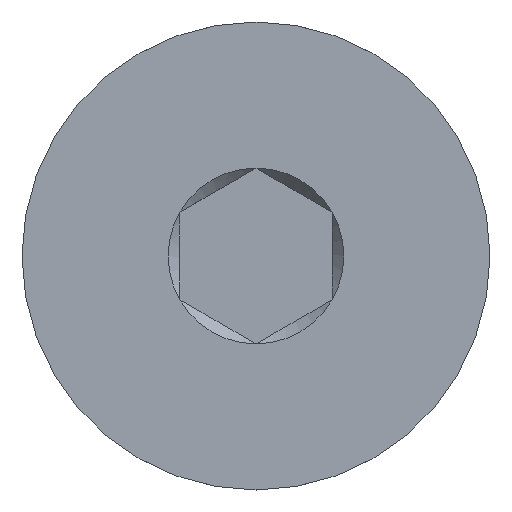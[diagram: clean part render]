
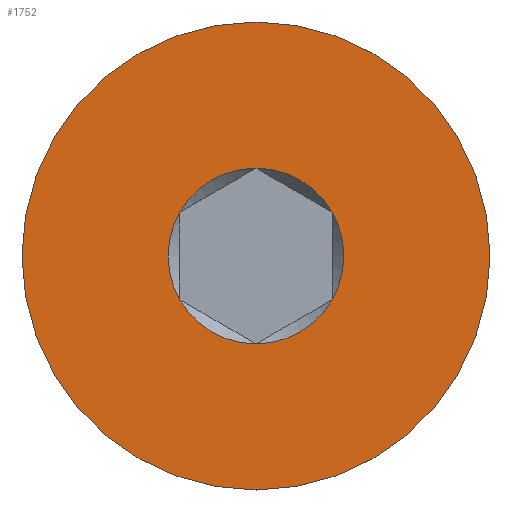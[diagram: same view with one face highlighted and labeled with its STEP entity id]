
A CAD part, top view. The second image highlights one B-rep face of the part: STEP entity #1752.
In plain terms, the highlighted planar face has unit normal (0, 0, 1).
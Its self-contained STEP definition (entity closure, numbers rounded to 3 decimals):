
#17=FACE_BOUND('',#299,.T.);
#18=PLANE('',#1882);
#201=FACE_OUTER_BOUND('',#298,.T.);
#298=EDGE_LOOP('',(#1378,#1379));
#299=EDGE_LOOP('',(#1380,#1381,#1382,#1383,#1384,#1385));
#324=CIRCLE('',#1874,0.751);
#325=CIRCLE('',#1876,2.);
#326=CIRCLE('',#1877,2.);
#330=CIRCLE('',#1883,0.751);
#331=CIRCLE('',#1884,0.751);
#332=CIRCLE('',#1885,0.751);
#333=CIRCLE('',#1886,0.751);
#334=CIRCLE('',#1887,0.751);
#755=VERTEX_POINT('',#9038);
#756=VERTEX_POINT('',#9039);
#757=VERTEX_POINT('',#9045);
#758=VERTEX_POINT('',#9046);
#764=VERTEX_POINT('',#9145);
#765=VERTEX_POINT('',#9147);
#766=VERTEX_POINT('',#9149);
#767=VERTEX_POINT('',#9151);
#1012=EDGE_CURVE('',#755,#756,#324,.T.);
#1013=EDGE_CURVE('',#757,#758,#325,.T.);
#1014=EDGE_CURVE('',#758,#757,#326,.T.);
#1023=EDGE_CURVE('',#756,#764,#330,.T.);
#1024=EDGE_CURVE('',#764,#765,#331,.T.);
#1025=EDGE_CURVE('',#765,#766,#332,.T.);
#1026=EDGE_CURVE('',#766,#767,#333,.T.);
#1027=EDGE_CURVE('',#767,#755,#334,.T.);
#1378=ORIENTED_EDGE('',*,*,#1013,.T.);
#1379=ORIENTED_EDGE('',*,*,#1014,.T.);
#1380=ORIENTED_EDGE('',*,*,#1023,.T.);
#1381=ORIENTED_EDGE('',*,*,#1024,.T.);
#1382=ORIENTED_EDGE('',*,*,#1025,.T.);
#1383=ORIENTED_EDGE('',*,*,#1026,.T.);
#1384=ORIENTED_EDGE('',*,*,#1027,.T.);
#1385=ORIENTED_EDGE('',*,*,#1012,.T.);
#1752=ADVANCED_FACE('',(#201,#17),#18,.F.);
#1874=AXIS2_PLACEMENT_3D('',#9043,#2148,#2149);
#1876=AXIS2_PLACEMENT_3D('',#9047,#2152,#2153);
#1877=AXIS2_PLACEMENT_3D('',#9048,#2154,#2155);
#1882=AXIS2_PLACEMENT_3D('',#9144,#2166,#2167);
#1883=AXIS2_PLACEMENT_3D('',#9146,#2168,#2169);
#1884=AXIS2_PLACEMENT_3D('',#9148,#2170,#2171);
#1885=AXIS2_PLACEMENT_3D('',#9150,#2172,#2173);
#1886=AXIS2_PLACEMENT_3D('',#9152,#2174,#2175);
#1887=AXIS2_PLACEMENT_3D('',#9153,#2176,#2177);
#2148=DIRECTION('center_axis',(0.,0.,-1.));
#2149=DIRECTION('ref_axis',(-1.,0.,0.));
#2152=DIRECTION('center_axis',(0.,0.,1.));
#2153=DIRECTION('ref_axis',(0.,-1.,0.));
#2154=DIRECTION('center_axis',(0.,0.,1.));
#2155=DIRECTION('ref_axis',(0.,-1.,0.));
#2166=DIRECTION('center_axis',(0.,0.,-1.));
#2167=DIRECTION('ref_axis',(0.,1.,0.));
#2168=DIRECTION('center_axis',(0.,0.,-1.));
#2169=DIRECTION('ref_axis',(-1.,0.,0.));
#2170=DIRECTION('center_axis',(0.,0.,-1.));
#2171=DIRECTION('ref_axis',(-1.,0.,0.));
#2172=DIRECTION('center_axis',(0.,0.,-1.));
#2173=DIRECTION('ref_axis',(-1.,0.,0.));
#2174=DIRECTION('center_axis',(0.,0.,-1.));
#2175=DIRECTION('ref_axis',(-1.,0.,0.));
#2176=DIRECTION('center_axis',(0.,0.,-1.));
#2177=DIRECTION('ref_axis',(-1.,0.,0.));
#9038=CARTESIAN_POINT('',(-0.65,-0.375,8.));
#9039=CARTESIAN_POINT('',(-0.65,0.375,8.));
#9043=CARTESIAN_POINT('Origin',(0.,0.,8.));
#9045=CARTESIAN_POINT('',(0.,-2.,8.));
#9046=CARTESIAN_POINT('',(0.,2.,8.));
#9047=CARTESIAN_POINT('Origin',(0.,0.,8.));
#9048=CARTESIAN_POINT('Origin',(0.,0.,8.));
#9144=CARTESIAN_POINT('Origin',(0.,0.,
8.));
#9145=CARTESIAN_POINT('',(0.,0.751,8.));
#9146=CARTESIAN_POINT('Origin',(0.,0.,8.));
#9147=CARTESIAN_POINT('',(0.65,0.375,8.));
#9148=CARTESIAN_POINT('Origin',(0.,0.,8.));
#9149=CARTESIAN_POINT('',(0.65,-0.375,8.));
#9150=CARTESIAN_POINT('Origin',(0.,0.,8.));
#9151=CARTESIAN_POINT('',(0.,-0.751,8.));
#9152=CARTESIAN_POINT('Origin',(0.,0.,8.));
#9153=CARTESIAN_POINT('Origin',(0.,0.,8.));
